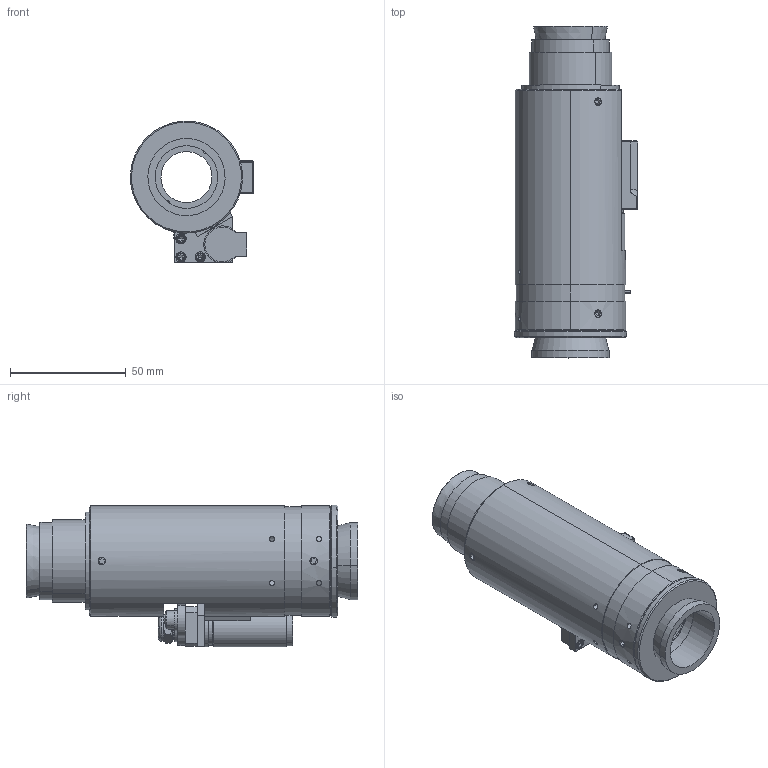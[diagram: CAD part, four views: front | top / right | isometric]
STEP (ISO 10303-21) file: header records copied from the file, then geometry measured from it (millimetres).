
FILE_DESCRIPTION((''),'2;1');
FILE_NAME('BOB''S PROJECTS\BOB''51314_O.stp','2003-12-02T15:55:45',('PODLENA'),(''),'Autodesk Inventor 7','Autodesk Inventor 7','');
FILE_SCHEMA(('AUTOMOTIVE_DESIGN { 1 0 10303 214 1 1 1 1 }'));
Length unit declared in the file: inch
Products named in the file (34): 51314_O; 60285-R; 60286; 60284; 60289; 7015; 62327; 60287; 8; 7036; 62565_12X; 60976; 62326; PC BOARD; SENSOR; TANTALUM CAP; CERAMIC CAP; 50113_O; 50117; 50115; 7004; 51275; 50211; 50215-R; 62325; 51187; 7006; 50352; 51186; 60398; 60400; 60399-R; 7183; 7040
Assembly tree (51 placements, depth 4):
  51314_O
    60285-R
    60286
    60284
    60289
    7015
    62327
    60287
    8  x3
    7036  x5
    62565_12X
      60976
      62326
        PC BOARD
        SENSOR  x2
        TANTALUM CAP
        CERAMIC CAP
    50113_O
      50117
      50115
    7004  x6
    51275
      50211
      50215-R
      62325  x2
      51187
      7006  x3
    50352
    51186
    60398
    60400
    60399-R
    7183
    7040  x4
Bounding box: 53.12 x 143.15 x 61.22 mm (x, y, z)
Volume: 103559 mm3; surface area: 70621 mm2
Topology: 47 solids, 47 shells, 1242 faces, 3041 edges, 1941 vertices
Faces by surface type: plane 610, cylinder 273, bspline 172, cone 169, sphere 16, torus 2
Entity records: 30003 total; most frequent: CARTESIAN_POINT 8877, DIRECTION 4203, ORIENTED_EDGE 4192, EDGE_CURVE 2096, AXIS2_PLACEMENT_3D 1524, VERTEX_POINT 1364, VECTOR 1155, LINE 1155
